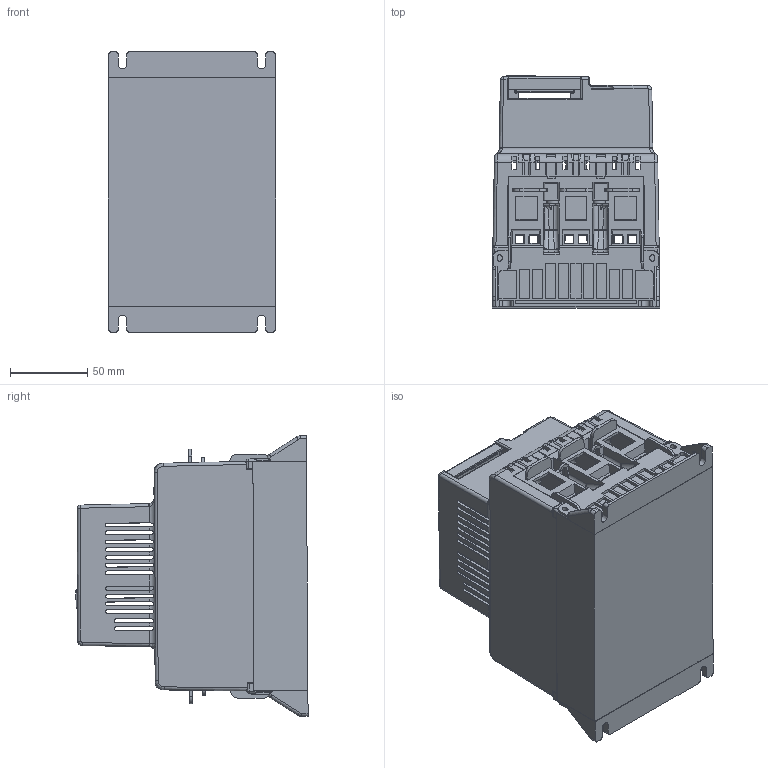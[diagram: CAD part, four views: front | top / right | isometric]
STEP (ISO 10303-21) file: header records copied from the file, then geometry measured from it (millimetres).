
FILE_DESCRIPTION (( 'STEP AP214' ), '1' );
FILE_NAME ('Assem1.STEP', '2019-08-07T07:17:40', ( '' ), ( '' ), 'SwSTEP 2.0', 'SolidWorks 2019', '' );
FILE_SCHEMA (( 'AUTOMOTIVE_DESIGN' ));
Length unit declared in the file: millimetre
Products named in the file (4): Heat sink block; 3DC-PLS-AGY-001-V05; 3DC-PLS-AGY-002-V04; Assem1
Assembly tree (4 placements, depth 2):
  Assem1
    3DC-PLS-AGY-001-V05
    3DC-PLS-AGY-002-V04  x2
    Heat sink block
Bounding box: 108.25 x 150.36 x 181.82 mm (x, y, z)
Volume: 768049.6 mm3; surface area: 251898.4 mm2
Topology: 4 solids, 4 shells, 2970 faces, 8242 edges, 5141 vertices
Faces by surface type: plane 1457, cylinder 628, bspline 436, cone 248, torus 124, sphere 77
Entity records: 86305 total; most frequent: CARTESIAN_POINT 30956, ORIENTED_EDGE 12674, DIRECTION 10189, EDGE_CURVE 6337, VERTEX_POINT 3983, LINE 3697, VECTOR 3697, AXIS2_PLACEMENT_3D 3246
